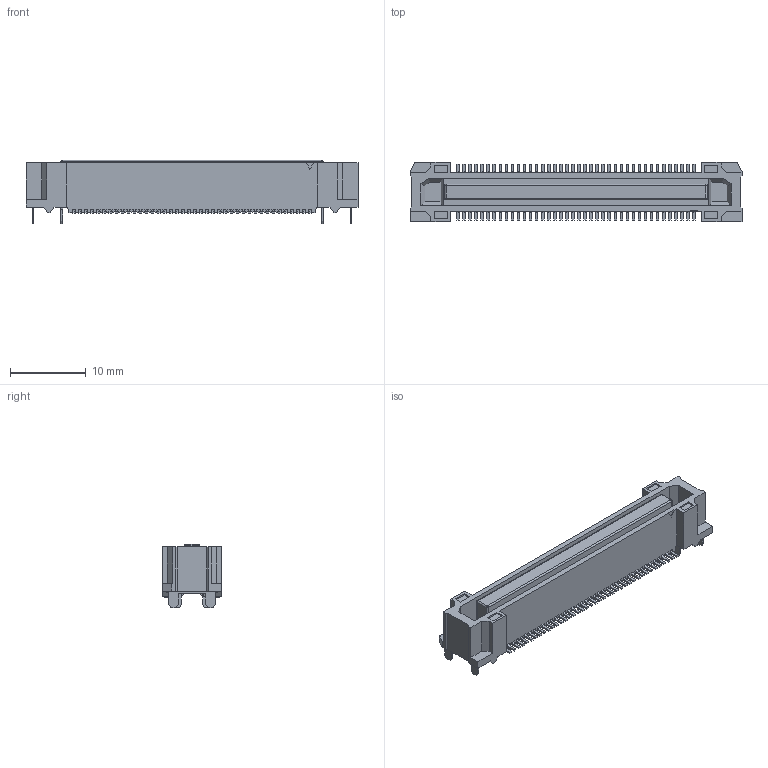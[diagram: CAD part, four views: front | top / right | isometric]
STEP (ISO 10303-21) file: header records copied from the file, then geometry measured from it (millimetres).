
FILE_DESCRIPTION(('Creo Elements/Direct Modeling STEP Export'),'2;1');
FILE_NAME('FX18-80S-0.8SV10.stp','2015-08-21T10:50:09',(''),(''),'Creo Elements/Direct Modeling STEP processor for AP214 (Solid Model)','Creo Elements/Direct Modeling 18.1E 22-Nov-2013 (C) Parametric Technology GmbH','');
FILE_SCHEMA(('AUTOMOTIVE_DESIGN { 1 0 10303 214 1 1 1 1 }'));
Length unit declared in the file: millimetre
Products named in the file (1): FX18-80S-0.8SV10
Bounding box: 43.9 x 7.8 x 8.35 mm (x, y, z)
Volume: 1199.1 mm3; surface area: 2183.3 mm2
Topology: 1 solids, 1 shells, 1865 faces, 5305 edges, 3528 vertices
Faces by surface type: plane 1359, cylinder 502, sphere 4
Entity records: 60297 total; most frequent: CARTESIAN_POINT 10695, ORIENTED_EDGE 10602, DIRECTION 10037, EDGE_CURVE 5301, VECTOR 4297, LINE 4297, VERTEX_POINT 3528, AXIS2_PLACEMENT_3D 2870
